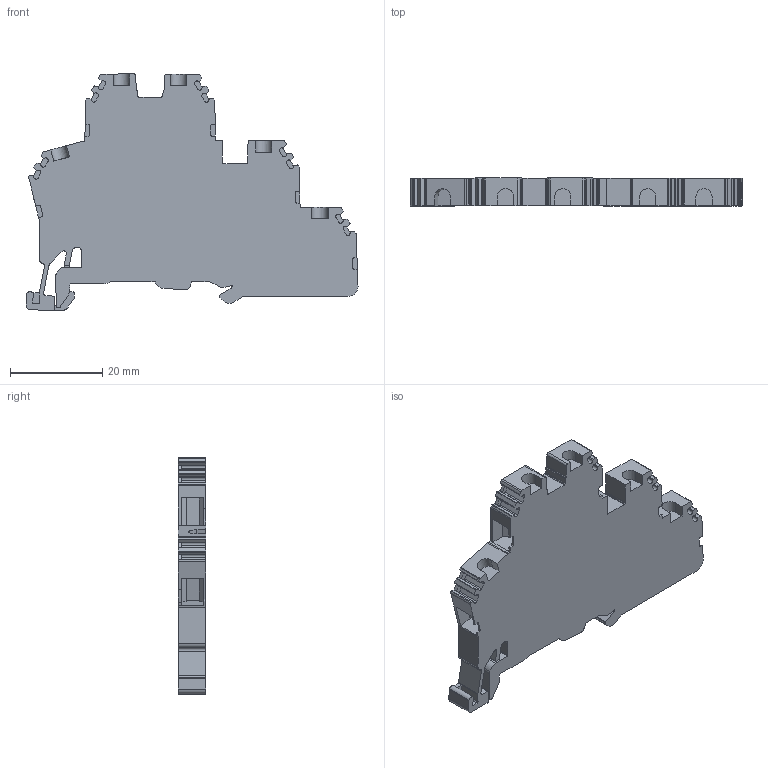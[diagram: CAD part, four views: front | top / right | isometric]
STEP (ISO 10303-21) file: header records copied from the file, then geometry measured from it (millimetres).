
FILE_DESCRIPTION( ( 'Unknown' ), '1' );
FILE_NAME( 'CDLG2.5.stp', 'Unknown', ( 'Unknown' ), ( 'Unknown' ), 'PSStep 14.0', 'Unknown', ' ' );
FILE_SCHEMA( ( 'AUTOMOTIVE_DESIGN { 1 0 10303 214 1 1 1 1 }' ) );
Length unit declared in the file: millimetre
Products named in the file (1): 1
Bounding box: 72.02 x 6 x 51.25 mm (x, y, z)
Volume: 13215.5 mm3; surface area: 7281.3 mm2
Topology: 1 solids, 1 shells, 377 faces, 1113 edges, 736 vertices
Faces by surface type: plane 220, cylinder 157
Entity records: 15655 total; most frequent: CARTESIAN_POINT 2227, ORIENTED_EDGE 2226, DIRECTION 2201, EDGE_CURVE 1113, LINE 781, VECTOR 781, VERTEX_POINT 736, AXIS2_PLACEMENT_3D 710
